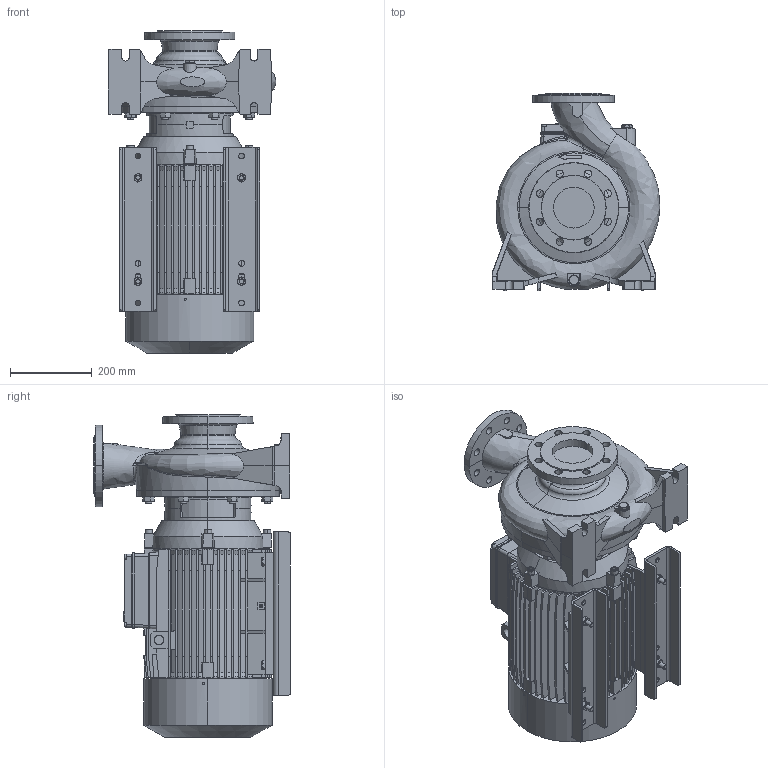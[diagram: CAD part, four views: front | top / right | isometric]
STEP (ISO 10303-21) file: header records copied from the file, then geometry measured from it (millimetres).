
FILE_DESCRIPTION (( 'STEP AP214' ), '1' );
FILE_NAME ('4_93_492_62_REV00.step', '2022-08-09T07:25:23', ( '' ), ( '' ), 'SwSTEP 2.0', 'SolidWorks 2020', '' );
FILE_SCHEMA (( 'AUTOMOTIVE_DESIGN' ));
Length unit declared in the file: millimetre
Products named in the file (2): Copia di 4_93_492_62_REV00^4_93_492_62_REV00; 4_93_492_62_REV00
Assembly tree (1 placements, depth 2):
  4_93_492_62_REV00
    Copia di 4_93_492_62_REV00^4_93_492_62_REV00
Bounding box: 410.81 x 482 x 790 mm (x, y, z)
Volume: 55626047.7 mm3; surface area: 3084061.8 mm2
Topology: 46 solids, 46 shells, 3721 faces, 9936 edges, 6450 vertices
Faces by surface type: plane 1470, bspline 1147, cylinder 550, cone 530, torus 16, sphere 8
Entity records: 189956 total; most frequent: CARTESIAN_POINT 103673, ORIENTED_EDGE 19872, DIRECTION 14179, EDGE_CURVE 9936, VERTEX_POINT 6450, VECTOR 5803, LINE 5803, AXIS2_PLACEMENT_3D 4188
